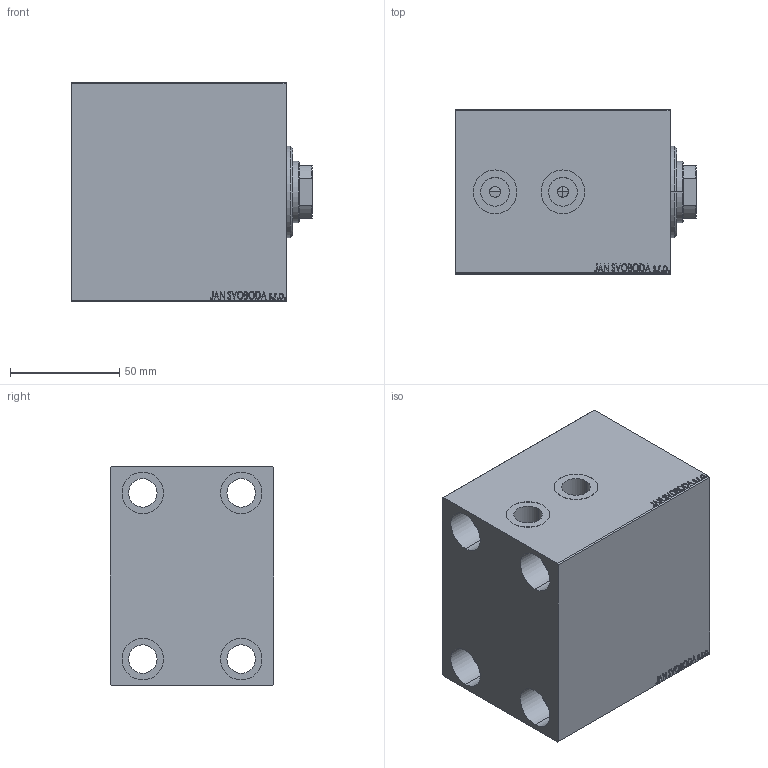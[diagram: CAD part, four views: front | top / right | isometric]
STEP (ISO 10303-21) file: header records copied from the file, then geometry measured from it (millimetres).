
FILE_DESCRIPTION (( 'STEP AP203' ), '1' );
FILE_NAME ('32a3.STEP', '2022-04-17T15:48:47', ( '' ), ( '' ), 'SwSTEP 2.0', 'SolidWorks 2019', '' );
FILE_SCHEMA (( 'CONFIG_CONTROL_DESIGN' ));
Length unit declared in the file: millimetre
Products named in the file (4): 32a3; V450CP_B_VCP a90f08e26b95a1632be33ff6e9308f1d; V450CP_C a90f08e26b95a1632be33ff6e9308f1d; V450CP_VC_B a90f08e26b95a1632be33ff6e9308f1d
Assembly tree (3 placements, depth 2):
  32a3
    V450CP_C a90f08e26b95a1632be33ff6e9308f1d
    V450CP_B_VCP a90f08e26b95a1632be33ff6e9308f1d
    V450CP_VC_B a90f08e26b95a1632be33ff6e9308f1d
Bounding box: 110 x 75 x 100 mm (x, y, z)
Volume: 656560.7 mm3; surface area: 114396.3 mm2
Topology: 3 solids, 3 shells, 888 faces, 2265 edges, 1499 vertices
Faces by surface type: plane 414, bspline 380, cylinder 76, cone 18
Entity records: 44745 total; most frequent: CARTESIAN_POINT 25288, ORIENTED_EDGE 4526, DIRECTION 2681, EDGE_CURVE 2263, VERTEX_POINT 1499, VECTOR 1325, LINE 1325, EDGE_LOOP 1020
